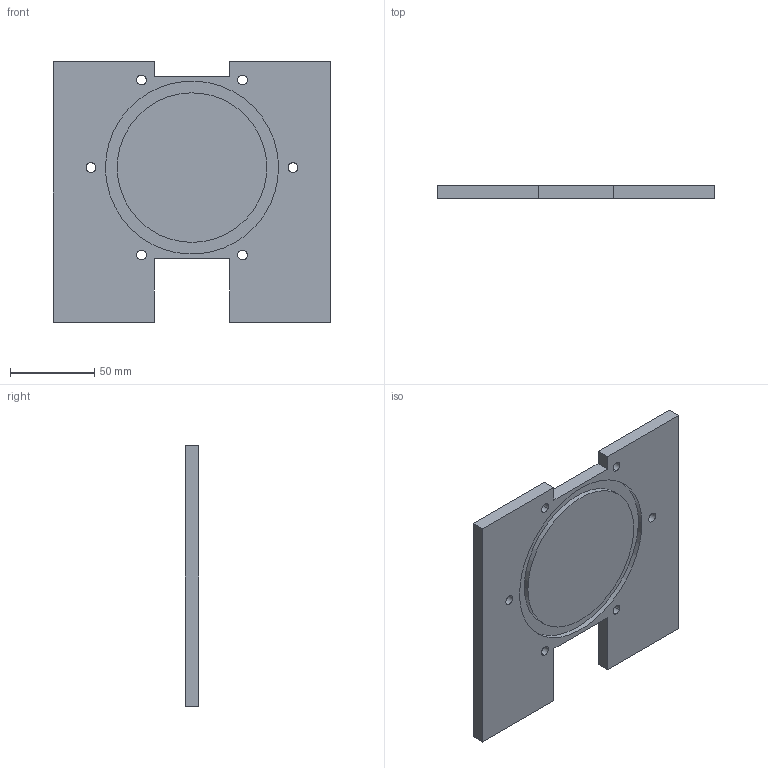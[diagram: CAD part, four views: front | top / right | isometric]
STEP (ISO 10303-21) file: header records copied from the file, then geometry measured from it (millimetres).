
FILE_DESCRIPTION(/* description */ (''),/* implementation_level */ '2;1');
FILE_NAME(/* name */ 'KAMMER~2',/* time_stamp */ '2019-10-09T12:40:15+02:00',/* author */ (''),/* organization */ (''),/* preprocessor_version */ 'ST-DEVELOPER v15',/* originating_system */ '',/* authorisation */ '');
FILE_SCHEMA (('AUTOMOTIVE_DESIGN'));
Length unit declared in the file: millimetre
Products named in the file (1): Document
Bounding box: 165 x 8 x 155 mm (x, y, z)
Volume: 180126.6 mm3; surface area: 55157.9 mm2
Topology: 1 solids, 1 shells, 32 faces, 84 edges, 56 vertices
Faces by surface type: plane 16, bspline 16
Entity records: 1071 total; most frequent: CARTESIAN_POINT 530, ORIENTED_EDGE 168, EDGE_CURVE 84, VERTEX_POINT 56, EDGE_LOOP 46, B_SPLINE_CURVE_WITH_KNOTS 36, ADVANCED_FACE 32, FACE_OUTER_BOUND 32
